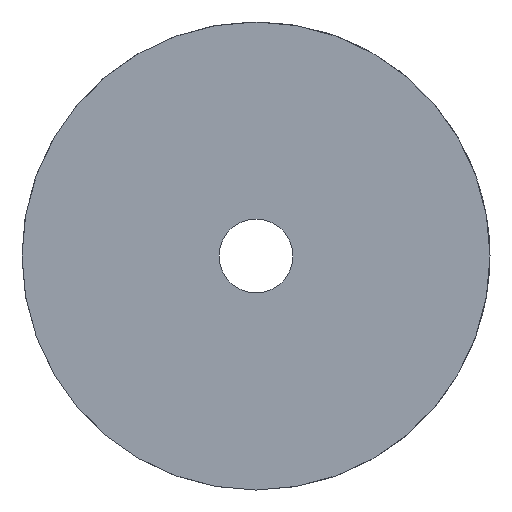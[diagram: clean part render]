
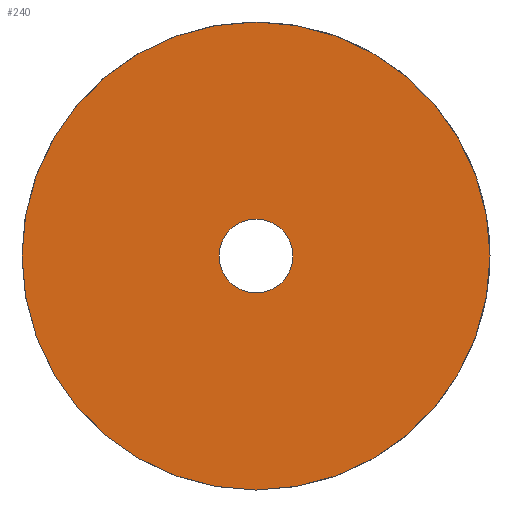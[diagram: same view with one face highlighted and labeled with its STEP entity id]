
A CAD part, left-side view. The second image highlights one B-rep face of the part: STEP entity #240.
In plain terms, the highlighted planar face has unit normal (-1, 0, 0).
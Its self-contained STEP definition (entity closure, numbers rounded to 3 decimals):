
#240 = ADVANCED_FACE( '', ( #518, #519 ), #520, .F. );
#518 = FACE_OUTER_BOUND( '', #829, .T. );
#519 = FACE_BOUND( '', #830, .T. );
#520 = PLANE( '', #831 );
#829 = EDGE_LOOP( '', ( #1445 ) );
#830 = EDGE_LOOP( '', ( #1446 ) );
#831 = AXIS2_PLACEMENT_3D( '', #1447, #1448, #1449 );
#1445 = ORIENTED_EDGE( '', *, *, #1942, .F. );
#1446 = ORIENTED_EDGE( '', *, *, #1943, .T. );
#1447 = CARTESIAN_POINT( '', ( 0., 0., 0. ) );
#1448 = DIRECTION( '', ( 1., 0., 0. ) );
#1449 = DIRECTION( '', ( 0., 0., -1. ) );
#1942 = EDGE_CURVE( '', #2320, #2320, #2321, .T. );
#1943 = EDGE_CURVE( '', #2322, #2322, #2323, .T. );
#2320 = VERTEX_POINT( '', #2739 );
#2321 = CIRCLE( '', #2740, 19. );
#2322 = VERTEX_POINT( '', #2741 );
#2323 = CIRCLE( '', #2742, 3. );
#2739 = CARTESIAN_POINT( '', ( 0., 0., -19. ) );
#2740 = AXIS2_PLACEMENT_3D( '', #3231, #3232, #3233 );
#2741 = CARTESIAN_POINT( '', ( 0., 0., -3. ) );
#2742 = AXIS2_PLACEMENT_3D( '', #3234, #3235, #3236 );
#3231 = CARTESIAN_POINT( '', ( 0., 0., 0. ) );
#3232 = DIRECTION( '', ( 1., 0., 0. ) );
#3233 = DIRECTION( '', ( 0., 0., -1. ) );
#3234 = CARTESIAN_POINT( '', ( 0., 0., 0. ) );
#3235 = DIRECTION( '', ( 1., 0., 0. ) );
#3236 = DIRECTION( '', ( 0., 0., -1. ) );
